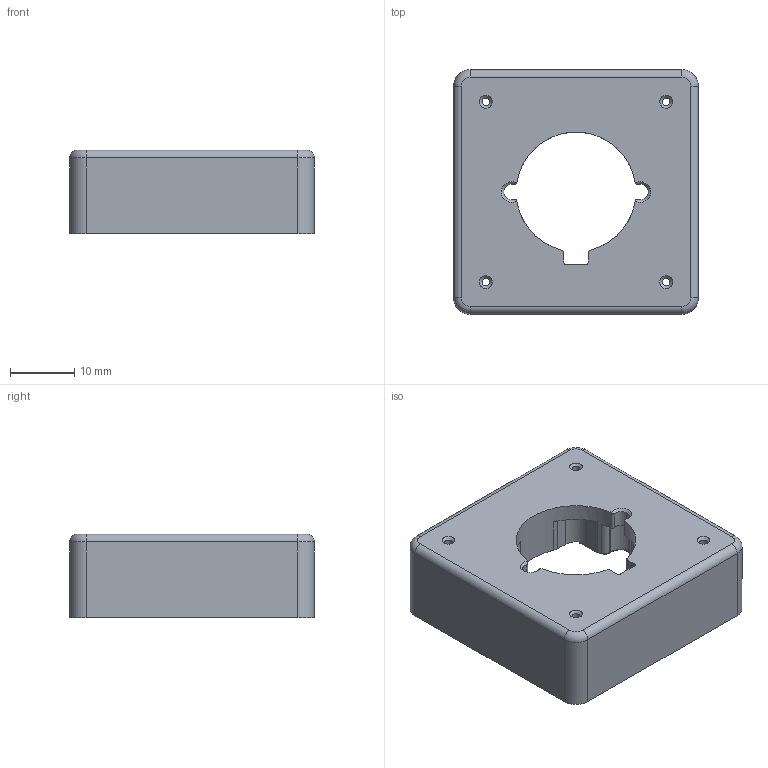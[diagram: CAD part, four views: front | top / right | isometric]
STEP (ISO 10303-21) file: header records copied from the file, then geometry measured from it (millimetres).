
FILE_DESCRIPTION(/* description */ (''),/* implementation_level */ '2;1');
FILE_NAME(/* name */ 'Camera_Case.step',/* time_stamp */ '2025-07-01T15:56:29-06:00',/* author */ (''),/* organization */ (''),/* preprocessor_version */ 'ST-DEVELOPER v20.1',/* originating_system */ 'Autodesk Translation Framework v14.10.0.0',/* authorisation */ '');
FILE_SCHEMA (('AUTOMOTIVE_DESIGN { 1 0 10303 214 3 1 1 }'));
Length unit declared in the file: millimetre
Products named in the file (4): Joserra_Cam_Case; Camera; Cam_Case; Cam_Cover
Assembly tree (3 placements, depth 2):
  Joserra_Cam_Case
    Camera
    Cam_Case
    Cam_Cover
Bounding box: 38 x 38 x 13 mm (x, y, z)
Volume: 10759.8 mm3; surface area: 5275.1 mm2
Topology: 1 solids, 1 shells, 149 faces, 378 edges, 230 vertices
Faces by surface type: cylinder 69, plane 36, torus 32, cone 6, bspline 4, sphere 2
Full cylindrical faces by diameter (mm): 1.2 x4
Entity records: 4712 total; most frequent: DIRECTION 882, CARTESIAN_POINT 852, ORIENTED_EDGE 756, EDGE_CURVE 378, AXIS2_PLACEMENT_3D 358, VERTEX_POINT 230, CIRCLE 206, LINE 166
